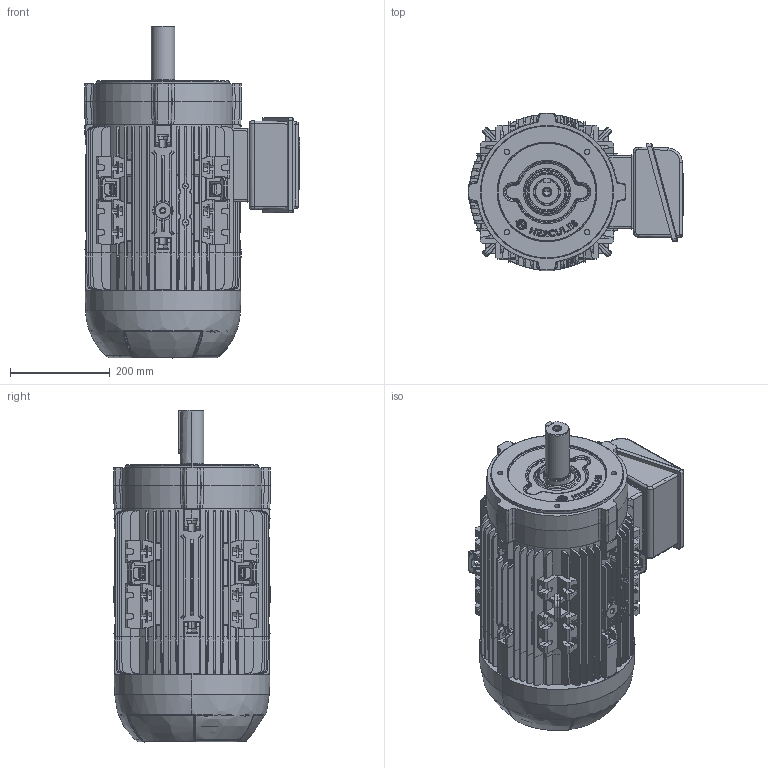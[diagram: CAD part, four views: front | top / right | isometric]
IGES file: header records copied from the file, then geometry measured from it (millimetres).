
Start section: SolidWorks IGES file using analytic representation for surfaces
Global section: file name: 180L_SP_FC_LEFT.igs; native system: SolidWorks 2020; preprocessor: SolidWorks 2020; author: tiagoacasio; date: 220717.221111; units: millimetre
Bounding box: 432.45 x 316 x 667 mm (x, y, z)
Surface area: 1730172.5 mm2 (no closed solid volume)
Topology: 0 solids, 0 shells, 3906 faces, 38564 edges, 38428 vertices
Faces by surface type: bspline 2297, revolution 1609
